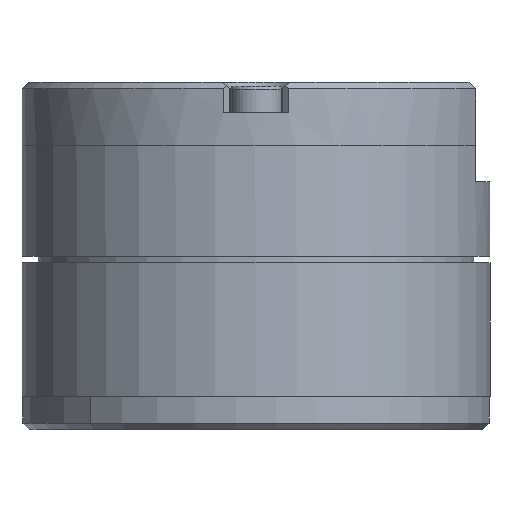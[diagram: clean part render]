
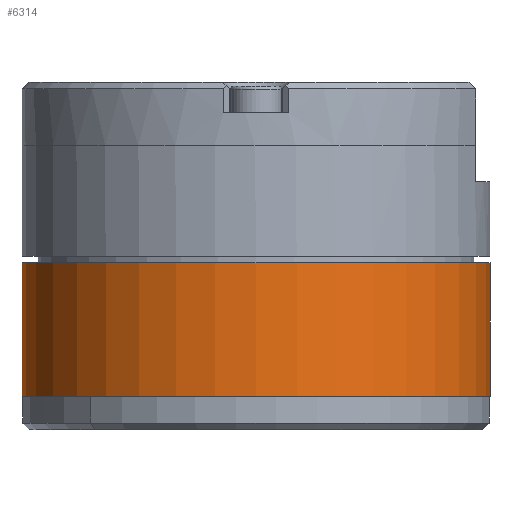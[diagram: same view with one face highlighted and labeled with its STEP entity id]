
A CAD part, front view. The second image highlights one B-rep face of the part: STEP entity #6314.
In plain terms, the highlighted cylindrical face has radius 17.5 mm (diameter 35 mm), a partial arc.
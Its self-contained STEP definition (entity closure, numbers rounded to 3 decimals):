
#666 = ORIENTED_EDGE ( 'NONE', *, *, #5792, .T. ) ;
#701 = ORIENTED_EDGE ( 'NONE', *, *, #5809, .T. ) ;
#703 = ORIENTED_EDGE ( 'NONE', *, *, #5820, .T. ) ;
#705 = ORIENTED_EDGE ( 'NONE', *, *, #5801, .F. ) ;
#1529 = EDGE_LOOP ( 'NONE', ( #705, #703, #666, #701 ) ) ;
#4587 = AXIS2_PLACEMENT_3D ( 'NONE', #9904, #9918, #9889 ) ;
#4591 = AXIS2_PLACEMENT_3D ( 'NONE', #9887, #9888, #9893 ) ;
#4912 = AXIS2_PLACEMENT_3D ( 'NONE', #11856, #11872, #11885 ) ;
#5792 = EDGE_CURVE ( 'NONE', #8540, #8543, #6712, .T. ) ;
#5801 = EDGE_CURVE ( 'NONE', #8526, #8541, #6674, .T. ) ;
#5809 = EDGE_CURVE ( 'NONE', #8543, #8541, #6689, .T. ) ;
#5820 = EDGE_CURVE ( 'NONE', #8526, #8540, #6726, .T. ) ;
#6314 = ADVANCED_FACE ( 'NONE', ( #10337 ), #10375, .T. ) ;
#6672 = VECTOR ( 'NONE', #10290, 1000. ) ;
#6674 = LINE ( 'NONE', #9877, #6725 ) ;
#6689 = CIRCLE ( 'NONE', #4587, 17.5 ) ;
#6712 = LINE ( 'NONE', #10282, #6672 ) ;
#6725 = VECTOR ( 'NONE', #9849, 1000. ) ;
#6726 = CIRCLE ( 'NONE', #4591, 17.5 ) ;
#8526 = VERTEX_POINT ( 'NONE', #12342 ) ;
#8540 = VERTEX_POINT ( 'NONE', #12320 ) ;
#8541 = VERTEX_POINT ( 'NONE', #12341 ) ;
#8543 = VERTEX_POINT ( 'NONE', #12367 ) ;
#9849 = DIRECTION ( 'NONE',  ( 0., 0., -1. ) ) ;
#9877 = CARTESIAN_POINT ( 'NONE',  ( 17.5, 0., 60.166 ) ) ;
#9887 = CARTESIAN_POINT ( 'NONE',  ( 0., 0., 60.166 ) ) ;
#9888 = DIRECTION ( 'NONE',  ( 0., 0., -1. ) ) ;
#9889 = DIRECTION ( 'NONE',  ( -1., 0., 0. ) ) ;
#9893 = DIRECTION ( 'NONE',  ( -1., 0., 0. ) ) ;
#9904 = CARTESIAN_POINT ( 'NONE',  ( 0., 0., 50.166 ) ) ;
#9918 = DIRECTION ( 'NONE',  ( 0., 0., 1. ) ) ;
#10282 = CARTESIAN_POINT ( 'NONE',  ( -17.5, 0., 60.166 ) ) ;
#10290 = DIRECTION ( 'NONE',  ( 0., 0., -1. ) ) ;
#10337 = FACE_OUTER_BOUND ( 'NONE', #1529, .T. ) ;
#10375 = CYLINDRICAL_SURFACE ( 'NONE', #4912, 17.5 ) ;
#11856 = CARTESIAN_POINT ( 'NONE',  ( 0., 0., 60.166 ) ) ;
#11872 = DIRECTION ( 'NONE',  ( 0., 0., -1. ) ) ;
#11885 = DIRECTION ( 'NONE',  ( -1., 0., 0. ) ) ;
#12320 = CARTESIAN_POINT ( 'NONE',  ( -17.5, 0., 60.166 ) ) ;
#12341 = CARTESIAN_POINT ( 'NONE',  ( 17.5, 0., 50.166 ) ) ;
#12342 = CARTESIAN_POINT ( 'NONE',  ( 17.5, 0., 60.166 ) ) ;
#12367 = CARTESIAN_POINT ( 'NONE',  ( -17.5, 0., 50.166 ) ) ;
